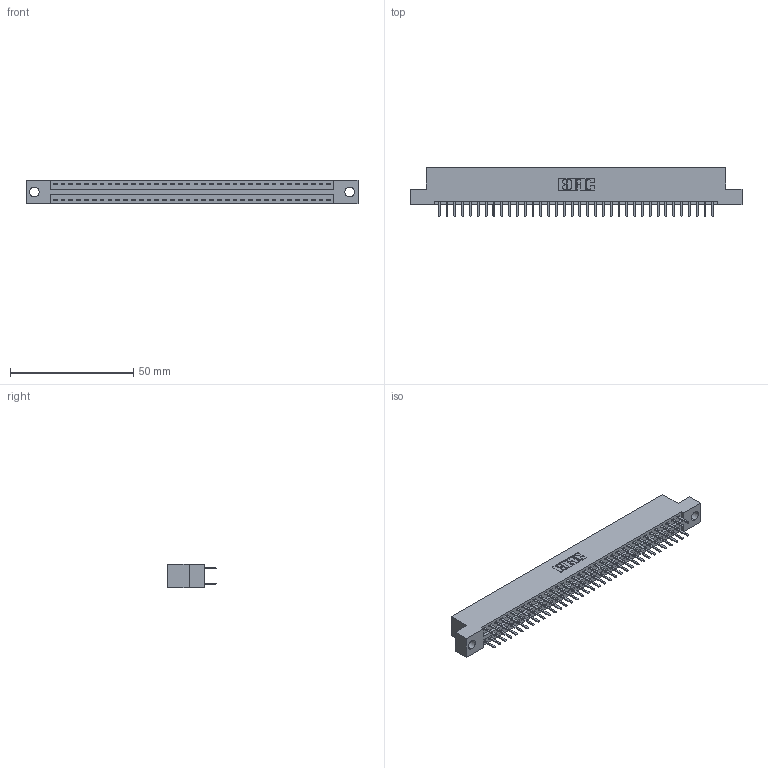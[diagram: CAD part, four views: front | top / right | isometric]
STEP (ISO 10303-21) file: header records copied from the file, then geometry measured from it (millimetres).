
FILE_DESCRIPTION (( 'STEP AP203' ), '1' );
FILE_NAME ('396-072-520-204.STEP', '2019-10-30T19:49:12', ( '' ), ( '' ), 'SwSTEP 2.0', 'SolidWorks 2016', '' );
FILE_SCHEMA (( 'CONFIG_CONTROL_DESIGN' ));
Length unit declared in the file: inch
Products named in the file (3): 345-292-001_345-293-120; 346 Part_Flush Mounting Lugs - 0.156 Dia-TH; 396-072-520-204
Assembly tree (73 placements, depth 2):
  396-072-520-204
    346 Part_Flush Mounting Lugs - 0.156 Dia-TH
    345-292-001_345-293-120  x72
Bounding box: 134.87 x 20.02 x 9.4 mm (x, y, z)
Volume: 12985.8 mm3; surface area: 17494.7 mm2
Topology: 73 solids, 73 shells, 4154 faces, 12065 edges, 7850 vertices
Faces by surface type: plane 2740, cylinder 1414
Entity records: 24419 total; most frequent: CARTESIAN_POINT 4044, ORIENTED_EDGE 3966, DIRECTION 3603, EDGE_CURVE 1983, LINE 1703, VECTOR 1703, VERTEX_POINT 1318, AXIS2_PLACEMENT_3D 950
